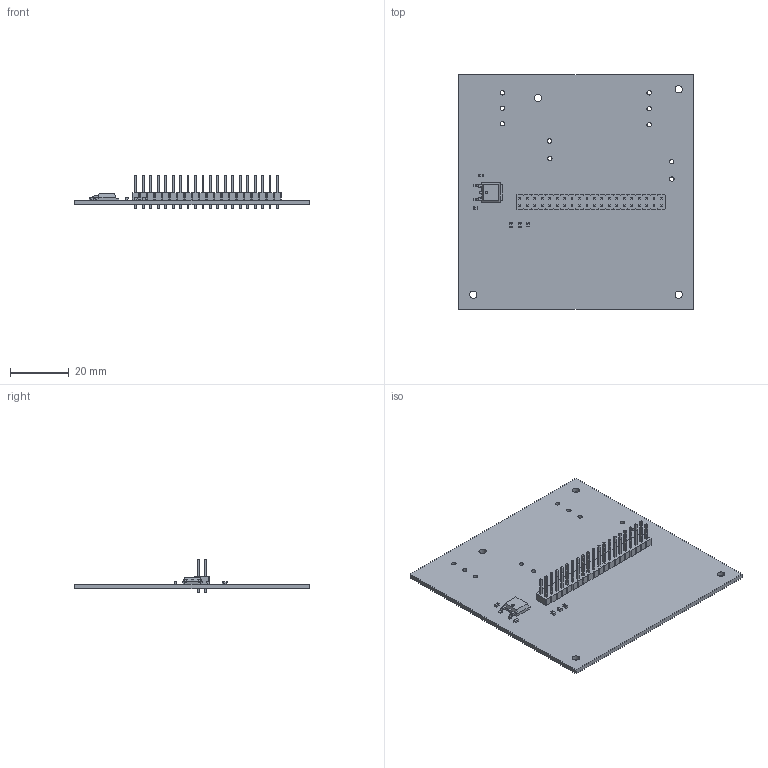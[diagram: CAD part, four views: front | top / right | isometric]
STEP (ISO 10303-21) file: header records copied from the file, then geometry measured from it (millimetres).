
FILE_DESCRIPTION(('KiCad electronic assembly'),'2;1');
FILE_NAME('warning-light.step','2023-03-09T22:03:03',('Pcbnew'),('Kicad' ),'Open CASCADE STEP processor 7.4','KiCad to STEP converter', 'Unknown');
FILE_SCHEMA(('AUTOMOTIVE_DESIGN { 1 0 10303 214 1 1 1 1 }'));
Length unit declared in the file: millimetre
Products named in the file (8): warning-light 1; C_0603_1608Metric; SOLID; TO-252-2; COMPOUND; PinHeader_2x20_P2.54mm_Vertical; PCB
Assembly tree (11 placements, depth 3):
  warning-light 1
    C_0603_1608Metric  x5
      SOLID
    TO-252-2
      COMPOUND
    PinHeader_2x20_P2.54mm_Vertical
      SOLID
    PCB
Bounding box: 80 x 80 x 11.54 mm (x, y, z)
Volume: 10901.1 mm3; surface area: 15446 mm2
Topology: 12 solids, 12 shells, 1127 faces, 2706 edges, 1694 vertices
Faces by surface type: plane 1000, cylinder 127
Full cylindrical faces by diameter (mm): 1 x41, 1.5 x10, 2.5 x4
Entity records: 66761 total; most frequent: CARTESIAN_POINT 10581, DIRECTION 9333, LINE 6938, VECTOR 6938, ORIENTED_EDGE 4836, PCURVE 4836, DEFINITIONAL_REPRESENTATION 4836, EDGE_CURVE 2418
